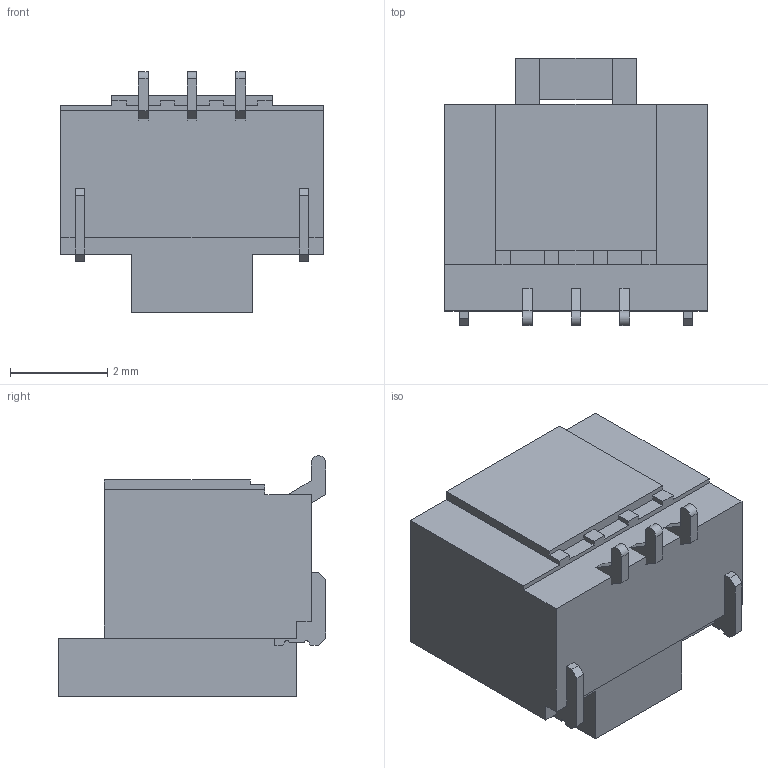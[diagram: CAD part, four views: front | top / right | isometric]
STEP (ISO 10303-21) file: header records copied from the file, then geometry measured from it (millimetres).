
FILE_DESCRIPTION(/* description */ ('STEP AP214'),/* implementation_level */ '2;1');
FILE_NAME(/* name */ 'T1M-03-F-SV-L',/* time_stamp */ '2023-07-21T18:10:08+02:00',/* author */ ('License CC BY-ND 4.0'),/* organization */ ('CADENAS'),/* preprocessor_version */ 'ST-DEVELOPER v19.3',/* originating_system */ 'PARTsolutions',/* authorisation */ ' ');
FILE_SCHEMA (('AUTOMOTIVE_DESIGN {1 0 10303 214 3 1 1}'));
Length unit declared in the file: millimetre
Products named in the file (3): T1M-03-F-SV-L; P2T1M-03-T-SV-L; T1T1M-03-T-SV-L
Assembly tree (2 placements, depth 2):
  T1M-03-F-SV-L
    P2T1M-03-T-SV-L
    T1T1M-03-T-SV-L
Bounding box: 5.4 x 5.5 x 4.95 mm (x, y, z)
Volume: 53.9 mm3; surface area: 201.5 mm2
Topology: 2 solids, 2 shells, 138 faces, 391 edges, 256 vertices
Faces by surface type: plane 126, cylinder 12
Entity records: 5105 total; most frequent: CARTESIAN_POINT 788, ORIENTED_EDGE 782, DIRECTION 697, EDGE_CURVE 391, LINE 367, VECTOR 367, VERTEX_POINT 256, AXIS2_PLACEMENT_3D 165
